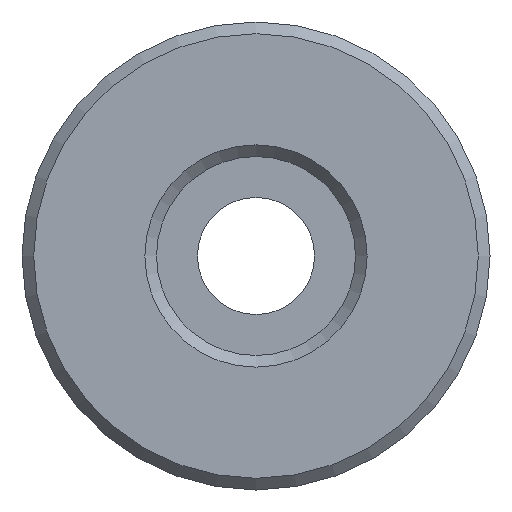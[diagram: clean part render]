
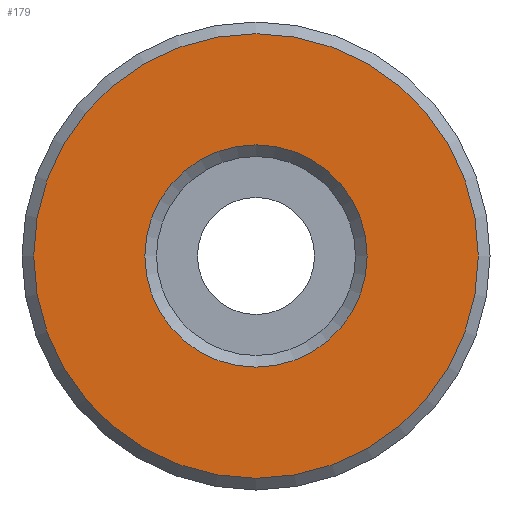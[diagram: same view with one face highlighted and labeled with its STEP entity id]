
A CAD part, front view. The second image highlights one B-rep face of the part: STEP entity #179.
In plain terms, the highlighted planar face has unit normal (0, -1, 0).
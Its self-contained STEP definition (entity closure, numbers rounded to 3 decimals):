
#37=FACE_BOUND('',#64,.T.);
#41=PLANE('',#223);
#50=FACE_OUTER_BOUND('',#63,.T.);
#63=EDGE_LOOP('',(#153));
#64=EDGE_LOOP('',(#154));
#82=CIRCLE('',#221,4.75);
#84=CIRCLE('',#224,9.5);
#97=VERTEX_POINT('',#327);
#99=VERTEX_POINT('',#333);
#116=EDGE_CURVE('',#97,#97,#82,.T.);
#119=EDGE_CURVE('',#99,#99,#84,.T.);
#153=ORIENTED_EDGE('',*,*,#119,.F.);
#154=ORIENTED_EDGE('',*,*,#116,.F.);
#179=ADVANCED_FACE('',(#50,#37),#41,.T.);
#221=AXIS2_PLACEMENT_3D('',#328,#270,#271);
#223=AXIS2_PLACEMENT_3D('',#332,#275,#276);
#224=AXIS2_PLACEMENT_3D('',#334,#277,#278);
#270=DIRECTION('center_axis',(0.,-1.,0.));
#271=DIRECTION('ref_axis',(-1.,0.,0.));
#275=DIRECTION('center_axis',(0.,-1.,0.));
#276=DIRECTION('ref_axis',(0.,0.,-1.));
#277=DIRECTION('center_axis',(0.,1.,0.));
#278=DIRECTION('ref_axis',(-1.,0.,0.));
#327=CARTESIAN_POINT('',(4.75,-7.5,0.));
#328=CARTESIAN_POINT('Origin',(0.,-7.5,0.));
#332=CARTESIAN_POINT('Origin',(0.,-7.5,0.));
#333=CARTESIAN_POINT('',(9.5,-7.5,0.));
#334=CARTESIAN_POINT('Origin',(0.,-7.5,0.));
